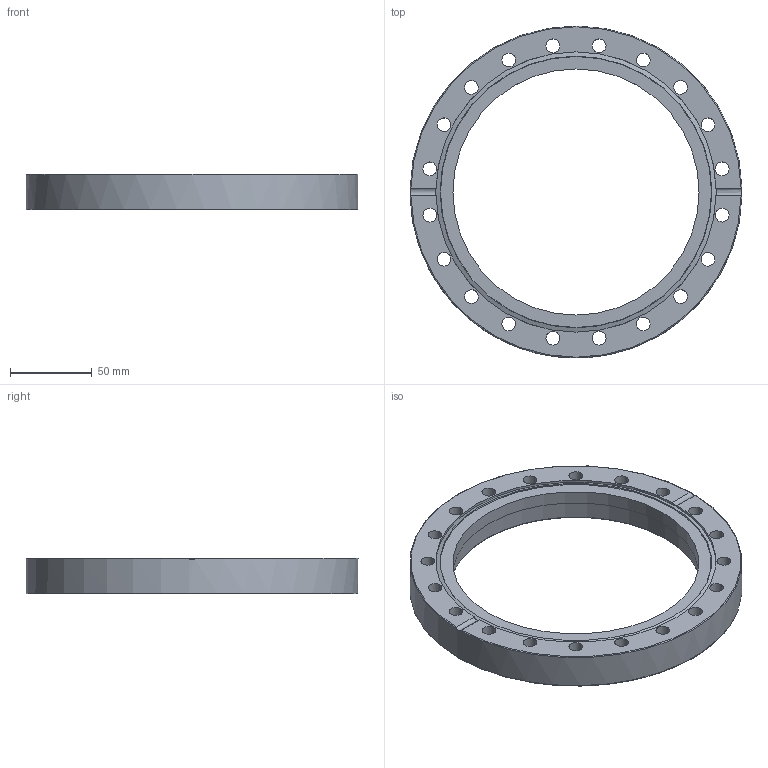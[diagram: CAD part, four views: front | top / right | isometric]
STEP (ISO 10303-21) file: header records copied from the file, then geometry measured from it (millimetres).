
FILE_DESCRIPTION((''),'2;1');
FILE_NAME('F150B154-304.stp','2009-03-13T08:49:49',('hasers'),(''),'Autodesk Inventor 2008','Autodesk Inventor 2008','');
FILE_SCHEMA(('AUTOMOTIVE_DESIGN { 1 0 10303 214 1 1 1 1 }'));
Length unit declared in the file: millimetre
Products named in the file (2): F150B154-304; CF-07 [Keywords [Summary]=1.4301][Company [Summary]=Vacom][Title [Summary]=F150B154]
Assembly tree (1 placements, depth 2):
  F150B154-304
    CF-07 [Keywords [Summary]=1.4301][Company [Summary]=Vacom][Title [Summary]=F150B154]
Bounding box: 203 x 203 x 22 mm (x, y, z)
Volume: 277961.5 mm3; surface area: 63346.7 mm2
Topology: 1 solids, 1 shells, 37 faces, 118 edges, 84 vertices
Faces by surface type: bspline 21, cylinder 5, plane 5, torus 4, cone 2
Full cylindrical faces by diameter (mm): 150.5 x1, 154.5 x1, 171.4 x1, 203 x1
Entity records: 1524 total; most frequent: CARTESIAN_POINT 640, DIRECTION 154, ORIENTED_EDGE 136, EDGE_LOOP 108, AXIS2_PLACEMENT_3D 75, FACE_BOUND 71, EDGE_CURVE 68, VERTEX_POINT 62
